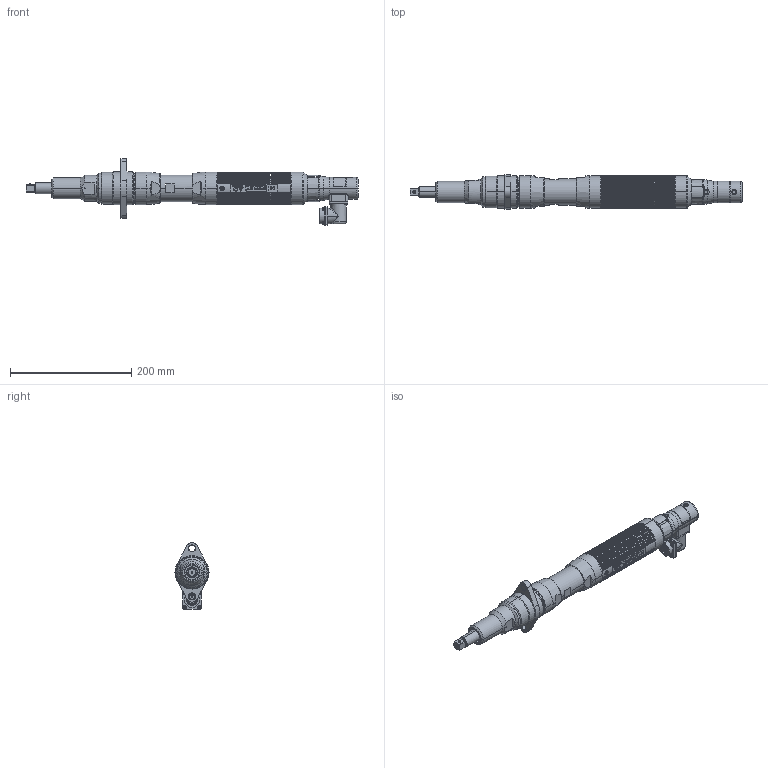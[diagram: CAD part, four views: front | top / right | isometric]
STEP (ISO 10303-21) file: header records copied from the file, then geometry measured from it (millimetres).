
FILE_DESCRIPTION((''),'2;1');
FILE_NAME('EB44MB1F1-120','2012-05-17T',('EJF1116'),(''),'PRO/ENGINEER BY PARAMETRIC TECHNOLOGY CORPORATION, 2010430','PRO/ENGINEER BY PARAMETRIC TECHNOLOGY CORPORATION, 2010430','');
FILE_SCHEMA(('CONFIG_CONTROL_DESIGN'));
Length unit declared in the file: inch
Products named in the file (1): EB44MB1F1-120
Bounding box: 548.11 x 56.39 x 110.39 mm (x, y, z)
Surface area: 96769.5 mm2 (no closed solid volume)
Topology: 0 solids, 87 shells, 416 faces, 2654 edges, 2211 vertices
Faces by surface type: cylinder 199, plane 111, cone 42, bspline 34, torus 27, extrusion 2, sphere 1
Entity records: 31379 total; most frequent: CARTESIAN_POINT 12646, DIRECTION 3545, ORIENTED_EDGE 3283, EDGE_CURVE 2653, VERTEX_POINT 2211, VECTOR 1351, LINE 1349, AXIS2_PLACEMENT_3D 1097
